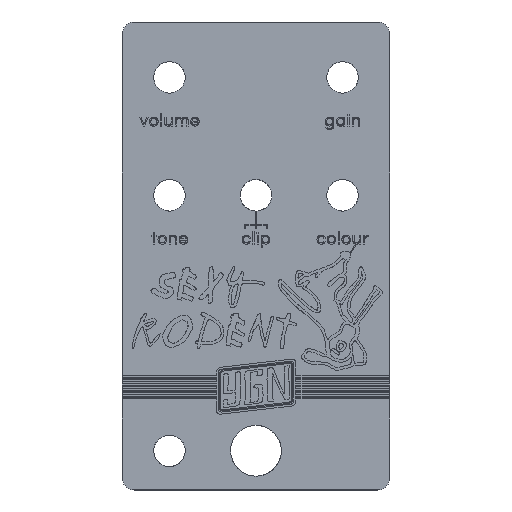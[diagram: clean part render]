
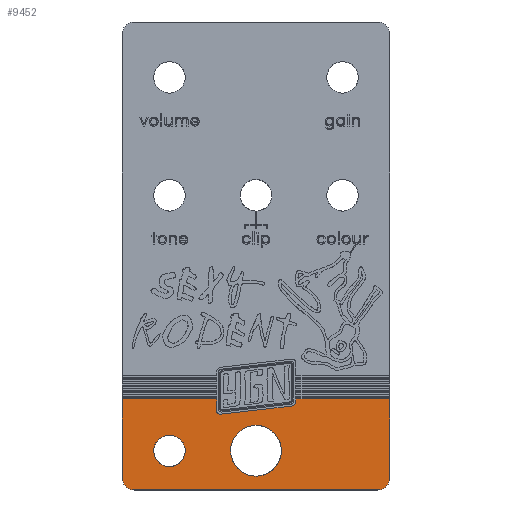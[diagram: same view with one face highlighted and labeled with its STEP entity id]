
A CAD part, top view. The second image highlights one B-rep face of the part: STEP entity #9452.
In plain terms, the highlighted planar face has unit normal (0, 0, 1).
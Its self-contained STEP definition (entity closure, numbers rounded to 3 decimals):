
#94 = EDGE_CURVE('',#95,#97,#99,.T.);
#95 = VERTEX_POINT('',#96);
#96 = CARTESIAN_POINT('',(0.,-116.,0.));
#97 = VERTEX_POINT('',#98);
#98 = CARTESIAN_POINT('',(0.,-95.847,0.));
#99 = LINE('',#100,#101);
#100 = CARTESIAN_POINT('',(0.,-116.,0.));
#101 = VECTOR('',#102,1.);
#102 = DIRECTION('',(0.,1.,0.));
#9452 = ADVANCED_FACE('',(#9453,#9541,#9579),#9613,.T.);
#9453 = FACE_BOUND('',#9454,.T.);
#9454 = EDGE_LOOP('',(#9455,#9462,#9463,#9472,#9480,#9489,#9497,#9504,
    #9511,#9520,#9527,#9536));
#9455 = ORIENTED_EDGE('',*,*,#9456,.F.);
#9456 = EDGE_CURVE('',#97,#9457,#9459,.T.);
#9457 = VERTEX_POINT('',#9458);
#9458 = CARTESIAN_POINT('',(23.965,-95.847,0.));
#9459 = B_SPLINE_CURVE_WITH_KNOTS('',1,(#9460,#9461),.UNSPECIFIED.,.F.,
  .F.,(2,2),(0.,24.009),.PIECEWISE_BEZIER_KNOTS.);
#9460 = CARTESIAN_POINT('',(-0.044,-95.847,0.));
#9461 = CARTESIAN_POINT('',(23.965,-95.847,0.));
#9462 = ORIENTED_EDGE('',*,*,#94,.F.);
#9463 = ORIENTED_EDGE('',*,*,#9464,.T.);
#9464 = EDGE_CURVE('',#95,#9465,#9467,.T.);
#9465 = VERTEX_POINT('',#9466);
#9466 = CARTESIAN_POINT('',(3.,-119.,0.));
#9467 = CIRCLE('',#9468,3.);
#9468 = AXIS2_PLACEMENT_3D('',#9469,#9470,#9471);
#9469 = CARTESIAN_POINT('',(3.,-116.,0.));
#9470 = DIRECTION('',(0.,0.,1.));
#9471 = DIRECTION('',(1.,0.,0.));
#9472 = ORIENTED_EDGE('',*,*,#9473,.F.);
#9473 = EDGE_CURVE('',#9474,#9465,#9476,.T.);
#9474 = VERTEX_POINT('',#9475);
#9475 = CARTESIAN_POINT('',(65.,-119.,0.));
#9476 = LINE('',#9477,#9478);
#9477 = CARTESIAN_POINT('',(65.,-119.,0.));
#9478 = VECTOR('',#9479,1.);
#9479 = DIRECTION('',(-1.,0.,0.));
#9480 = ORIENTED_EDGE('',*,*,#9481,.T.);
#9481 = EDGE_CURVE('',#9474,#9482,#9484,.T.);
#9482 = VERTEX_POINT('',#9483);
#9483 = CARTESIAN_POINT('',(68.,-116.,0.));
#9484 = CIRCLE('',#9485,3.);
#9485 = AXIS2_PLACEMENT_3D('',#9486,#9487,#9488);
#9486 = CARTESIAN_POINT('',(65.,-116.,0.));
#9487 = DIRECTION('',(0.,0.,1.));
#9488 = DIRECTION('',(1.,0.,0.));
#9489 = ORIENTED_EDGE('',*,*,#9490,.F.);
#9490 = EDGE_CURVE('',#9491,#9482,#9493,.T.);
#9491 = VERTEX_POINT('',#9492);
#9492 = CARTESIAN_POINT('',(68.,-95.847,0.));
#9493 = LINE('',#9494,#9495);
#9494 = CARTESIAN_POINT('',(68.,-3.,0.));
#9495 = VECTOR('',#9496,1.);
#9496 = DIRECTION('',(0.,-1.,0.));
#9497 = ORIENTED_EDGE('',*,*,#9498,.F.);
#9498 = EDGE_CURVE('',#9499,#9491,#9501,.T.);
#9499 = VERTEX_POINT('',#9500);
#9500 = CARTESIAN_POINT('',(44.159,-95.847,0.));
#9501 = B_SPLINE_CURVE_WITH_KNOTS('',1,(#9502,#9503),.UNSPECIFIED.,.F.,
  .F.,(2,2),(0.,23.885),.PIECEWISE_BEZIER_KNOTS.);
#9502 = CARTESIAN_POINT('',(44.159,-95.847,0.));
#9503 = CARTESIAN_POINT('',(68.044,-95.847,0.));
#9504 = ORIENTED_EDGE('',*,*,#9505,.F.);
#9505 = EDGE_CURVE('',#9506,#9499,#9508,.T.);
#9506 = VERTEX_POINT('',#9507);
#9507 = CARTESIAN_POINT('',(44.159,-96.465,0.));
#9508 = B_SPLINE_CURVE_WITH_KNOTS('',1,(#9509,#9510),.UNSPECIFIED.,.F.,
  .F.,(2,2),(0.,0.618),.PIECEWISE_BEZIER_KNOTS.);
#9509 = CARTESIAN_POINT('',(44.159,-96.465,0.));
#9510 = CARTESIAN_POINT('',(44.159,-95.847,0.));
#9511 = ORIENTED_EDGE('',*,*,#9512,.F.);
#9512 = EDGE_CURVE('',#9513,#9506,#9515,.T.);
#9513 = VERTEX_POINT('',#9514);
#9514 = CARTESIAN_POINT('',(42.943,-97.674,0.));
#9515 = B_SPLINE_CURVE_WITH_KNOTS('',3,(#9516,#9517,#9518,#9519),
  .UNSPECIFIED.,.F.,.F.,(4,4),(0.,1.),.PIECEWISE_BEZIER_KNOTS.);
#9516 = CARTESIAN_POINT('',(42.943,-97.674,0.));
#9517 = CARTESIAN_POINT('',(43.591,-97.6,0.));
#9518 = CARTESIAN_POINT('',(44.159,-97.08,0.));
#9519 = CARTESIAN_POINT('',(44.159,-96.465,0.));
#9520 = ORIENTED_EDGE('',*,*,#9521,.F.);
#9521 = EDGE_CURVE('',#9522,#9513,#9524,.T.);
#9522 = VERTEX_POINT('',#9523);
#9523 = CARTESIAN_POINT('',(25.179,-99.707,0.));
#9524 = B_SPLINE_CURVE_WITH_KNOTS('',1,(#9525,#9526),.UNSPECIFIED.,.F.,
  .F.,(2,2),(0.,17.88),.PIECEWISE_BEZIER_KNOTS.);
#9525 = CARTESIAN_POINT('',(25.179,-99.707,0.));
#9526 = CARTESIAN_POINT('',(42.943,-97.674,0.));
#9527 = ORIENTED_EDGE('',*,*,#9528,.F.);
#9528 = EDGE_CURVE('',#9529,#9522,#9531,.T.);
#9529 = VERTEX_POINT('',#9530);
#9530 = CARTESIAN_POINT('',(23.965,-98.776,0.));
#9531 = B_SPLINE_CURVE_WITH_KNOTS('',3,(#9532,#9533,#9534,#9535),
  .UNSPECIFIED.,.F.,.F.,(4,4),(0.,1.),.PIECEWISE_BEZIER_KNOTS.);
#9532 = CARTESIAN_POINT('',(23.965,-98.776,0.));
#9533 = CARTESIAN_POINT('',(23.965,-99.39,0.));
#9534 = CARTESIAN_POINT('',(24.532,-99.781,0.));
#9535 = CARTESIAN_POINT('',(25.179,-99.707,0.));
#9536 = ORIENTED_EDGE('',*,*,#9537,.F.);
#9537 = EDGE_CURVE('',#9457,#9529,#9538,.T.);
#9538 = B_SPLINE_CURVE_WITH_KNOTS('',1,(#9539,#9540),.UNSPECIFIED.,.F.,
  .F.,(2,2),(0.,2.929),.PIECEWISE_BEZIER_KNOTS.);
#9539 = CARTESIAN_POINT('',(23.965,-95.847,0.));
#9540 = CARTESIAN_POINT('',(23.965,-98.776,0.));
#9541 = FACE_BOUND('',#9542,.T.);
#9542 = EDGE_LOOP('',(#9543,#9554,#9563,#9572));
#9543 = ORIENTED_EDGE('',*,*,#9544,.F.);
#9544 = EDGE_CURVE('',#9545,#9547,#9549,.T.);
#9545 = VERTEX_POINT('',#9546);
#9546 = CARTESIAN_POINT('',(16.,-109.05,0.));
#9547 = VERTEX_POINT('',#9548);
#9548 = CARTESIAN_POINT('',(12.,-105.05,0.));
#9549 = B_SPLINE_CURVE_WITH_KNOTS('',3,(#9550,#9551,#9552,#9553),
  .UNSPECIFIED.,.F.,.F.,(4,4),(0.,1.),.PIECEWISE_BEZIER_KNOTS.);
#9550 = CARTESIAN_POINT('',(16.,-109.05,0.));
#9551 = CARTESIAN_POINT('',(16.,-106.841,0.));
#9552 = CARTESIAN_POINT('',(14.209,-105.05,0.));
#9553 = CARTESIAN_POINT('',(12.,-105.05,0.));
#9554 = ORIENTED_EDGE('',*,*,#9555,.F.);
#9555 = EDGE_CURVE('',#9556,#9545,#9558,.T.);
#9556 = VERTEX_POINT('',#9557);
#9557 = CARTESIAN_POINT('',(12.,-113.05,0.));
#9558 = B_SPLINE_CURVE_WITH_KNOTS('',3,(#9559,#9560,#9561,#9562),
  .UNSPECIFIED.,.F.,.F.,(4,4),(0.,1.),.PIECEWISE_BEZIER_KNOTS.);
#9559 = CARTESIAN_POINT('',(12.,-113.05,0.));
#9560 = CARTESIAN_POINT('',(14.209,-113.05,0.));
#9561 = CARTESIAN_POINT('',(16.,-111.259,0.));
#9562 = CARTESIAN_POINT('',(16.,-109.05,0.));
#9563 = ORIENTED_EDGE('',*,*,#9564,.F.);
#9564 = EDGE_CURVE('',#9565,#9556,#9567,.T.);
#9565 = VERTEX_POINT('',#9566);
#9566 = CARTESIAN_POINT('',(8.,-109.05,0.));
#9567 = B_SPLINE_CURVE_WITH_KNOTS('',3,(#9568,#9569,#9570,#9571),
  .UNSPECIFIED.,.F.,.F.,(4,4),(0.,1.),.PIECEWISE_BEZIER_KNOTS.);
#9568 = CARTESIAN_POINT('',(8.,-109.05,0.));
#9569 = CARTESIAN_POINT('',(8.,-111.259,0.));
#9570 = CARTESIAN_POINT('',(9.791,-113.05,0.));
#9571 = CARTESIAN_POINT('',(12.,-113.05,0.));
#9572 = ORIENTED_EDGE('',*,*,#9573,.F.);
#9573 = EDGE_CURVE('',#9547,#9565,#9574,.T.);
#9574 = B_SPLINE_CURVE_WITH_KNOTS('',3,(#9575,#9576,#9577,#9578),
  .UNSPECIFIED.,.F.,.F.,(4,4),(0.,1.),.PIECEWISE_BEZIER_KNOTS.);
#9575 = CARTESIAN_POINT('',(12.,-105.05,0.));
#9576 = CARTESIAN_POINT('',(9.791,-105.05,0.));
#9577 = CARTESIAN_POINT('',(8.,-106.841,0.));
#9578 = CARTESIAN_POINT('',(8.,-109.05,0.));
#9579 = FACE_BOUND('',#9580,.T.);
#9580 = EDGE_LOOP('',(#9581,#9591,#9599,#9607));
#9581 = ORIENTED_EDGE('',*,*,#9582,.T.);
#9582 = EDGE_CURVE('',#9583,#9585,#9587,.T.);
#9583 = VERTEX_POINT('',#9584);
#9584 = CARTESIAN_POINT('',(34.001,-102.575,0.));
#9585 = VERTEX_POINT('',#9586);
#9586 = CARTESIAN_POINT('',(40.447,-109.021,0.));
#9587 = ( BOUNDED_CURVE() B_SPLINE_CURVE(2,(#9588,#9589,#9590),
.UNSPECIFIED.,.F.,.F.) B_SPLINE_CURVE_WITH_KNOTS((3,3),(0.,
1.571),.PIECEWISE_BEZIER_KNOTS.) CURVE() 
GEOMETRIC_REPRESENTATION_ITEM() RATIONAL_B_SPLINE_CURVE((1.,
0.707,1.)) REPRESENTATION_ITEM('') );
#9588 = CARTESIAN_POINT('',(34.001,-102.575,0.));
#9589 = CARTESIAN_POINT('',(40.447,-102.575,0.));
#9590 = CARTESIAN_POINT('',(40.447,-109.021,0.));
#9591 = ORIENTED_EDGE('',*,*,#9592,.T.);
#9592 = EDGE_CURVE('',#9585,#9593,#9595,.T.);
#9593 = VERTEX_POINT('',#9594);
#9594 = CARTESIAN_POINT('',(34.001,-115.467,0.));
#9595 = ( BOUNDED_CURVE() B_SPLINE_CURVE(2,(#9596,#9597,#9598),
.UNSPECIFIED.,.F.,.F.) B_SPLINE_CURVE_WITH_KNOTS((3,3),(0.,1.571
),.PIECEWISE_BEZIER_KNOTS.) CURVE() GEOMETRIC_REPRESENTATION_ITEM() 
RATIONAL_B_SPLINE_CURVE((1.,0.707,1.)) REPRESENTATION_ITEM('') 
  );
#9596 = CARTESIAN_POINT('',(40.447,-109.021,0.));
#9597 = CARTESIAN_POINT('',(40.447,-115.467,0.));
#9598 = CARTESIAN_POINT('',(34.001,-115.467,0.));
#9599 = ORIENTED_EDGE('',*,*,#9600,.T.);
#9600 = EDGE_CURVE('',#9593,#9601,#9603,.T.);
#9601 = VERTEX_POINT('',#9602);
#9602 = CARTESIAN_POINT('',(27.555,-109.021,0.));
#9603 = ( BOUNDED_CURVE() B_SPLINE_CURVE(2,(#9604,#9605,#9606),
.UNSPECIFIED.,.F.,.F.) B_SPLINE_CURVE_WITH_KNOTS((3,3),(0.,1.571
),.PIECEWISE_BEZIER_KNOTS.) CURVE() GEOMETRIC_REPRESENTATION_ITEM() 
RATIONAL_B_SPLINE_CURVE((1.,0.707,1.)) REPRESENTATION_ITEM('') 
  );
#9604 = CARTESIAN_POINT('',(34.001,-115.467,0.));
#9605 = CARTESIAN_POINT('',(27.555,-115.467,0.));
#9606 = CARTESIAN_POINT('',(27.555,-109.021,0.));
#9607 = ORIENTED_EDGE('',*,*,#9608,.T.);
#9608 = EDGE_CURVE('',#9601,#9583,#9609,.T.);
#9609 = ( BOUNDED_CURVE() B_SPLINE_CURVE(2,(#9610,#9611,#9612),
.UNSPECIFIED.,.F.,.F.) B_SPLINE_CURVE_WITH_KNOTS((3,3),(0.,
1.571),.PIECEWISE_BEZIER_KNOTS.) CURVE() 
GEOMETRIC_REPRESENTATION_ITEM() RATIONAL_B_SPLINE_CURVE((1.,
0.707,1.)) REPRESENTATION_ITEM('') );
#9610 = CARTESIAN_POINT('',(27.555,-109.021,0.));
#9611 = CARTESIAN_POINT('',(27.555,-102.575,0.));
#9612 = CARTESIAN_POINT('',(34.001,-102.575,0.));
#9613 = PLANE('',#9614);
#9614 = AXIS2_PLACEMENT_3D('',#9615,#9616,#9617);
#9615 = CARTESIAN_POINT('',(34.,-59.5,0.));
#9616 = DIRECTION('',(0.,0.,1.));
#9617 = DIRECTION('',(1.,0.,0.));
